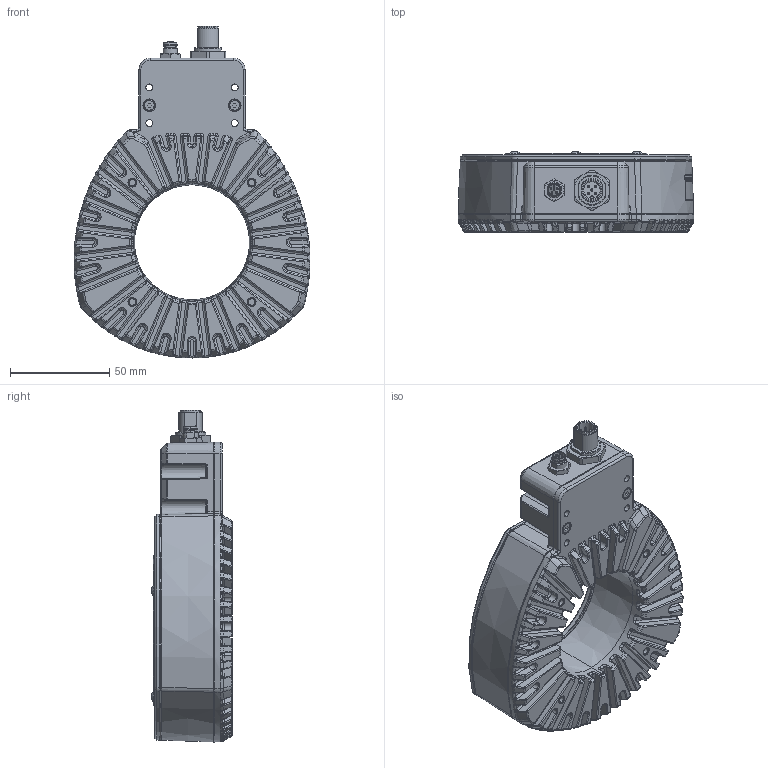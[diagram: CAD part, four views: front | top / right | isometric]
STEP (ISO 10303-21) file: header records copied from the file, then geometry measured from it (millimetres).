
FILE_DESCRIPTION (( 'STEP AP214' ), '1' );
FILE_NAME ('1590-070514.STEP', '2014-10-21T13:06:44', ( 'Effilux' ), ( '' ), 'SwSTEP 2.0', 'SolidWorks 2010', '' );
FILE_SCHEMA (( 'AUTOMOTIVE_DESIGN' ));
Length unit declared in the file: millimetre
Products named in the file (1): 1590-070514
Bounding box: 118.81 x 40.65 x 167.19 mm (x, y, z)
Surface area: 67510.2 mm2 (no closed solid volume)
Topology: 0 solids, 41 shells, 2502 faces, 7745 edges, 5034 vertices
Faces by surface type: bspline 827, cylinder 576, plane 534, torus 331, cone 200, sphere 34
Entity records: 136703 total; most frequent: CARTESIAN_POINT 47397, ORIENTED_EDGE 13155, DIRECTION 11588, EDGE_CURVE 7680, VERTEX_POINT 5022, AXIS2_PLACEMENT_3D 4527, CIRCLE 2851, EDGE_LOOP 2684
